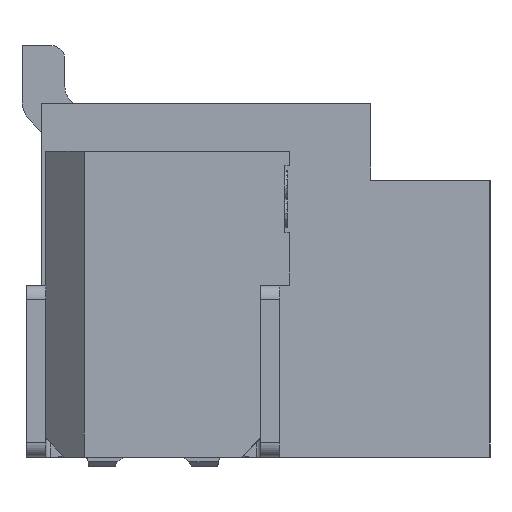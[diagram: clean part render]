
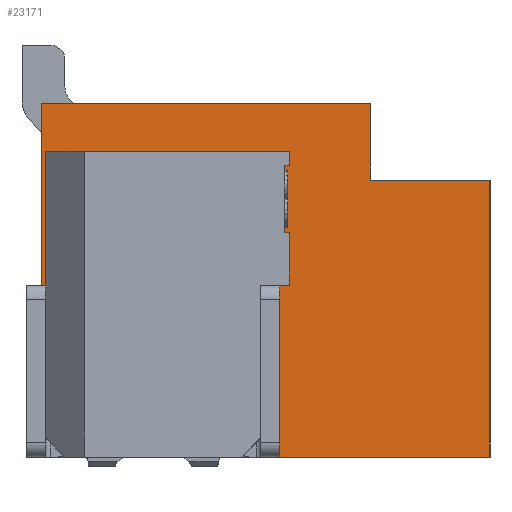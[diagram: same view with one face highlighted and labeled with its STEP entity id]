
A CAD part, left-side view. The second image highlights one B-rep face of the part: STEP entity #23171.
In plain terms, the highlighted planar face has unit normal (-1, 0, 0).
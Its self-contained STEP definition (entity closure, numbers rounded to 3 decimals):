
#5=DIRECTION('',(0.,1.,0.));
#6=VECTOR('',#5,3.45);
#7=CARTESIAN_POINT('',(-5.975,-1.45,3.7));
#8=LINE('',#7,#6);
#194=DIRECTION('',(0.,0.,1.));
#195=VECTOR('',#194,0.8);
#196=CARTESIAN_POINT('',(-5.975,-1.45,2.9));
#197=LINE('',#196,#195);
#422=DIRECTION('',(0.,-1.,0.));
#423=VECTOR('',#422,0.05);
#424=CARTESIAN_POINT('',(-5.975,2.,0.));
#425=LINE('',#424,#423);
#430=DIRECTION('',(0.,-1.,0.));
#431=VECTOR('',#430,2.4);
#432=CARTESIAN_POINT('',(-5.975,-0.3,0.));
#433=LINE('',#432,#431);
#8063=DIRECTION('',(0.,0.,1.));
#8064=VECTOR('',#8063,3.7);
#8065=CARTESIAN_POINT('',(-5.975,2.,0.));
#8066=LINE('',#8065,#8064);
#8067=DIRECTION('',(0.,-1.,0.));
#8068=VECTOR('',#8067,1.25);
#8069=CARTESIAN_POINT('',(-5.975,-1.45,2.9));
#8070=LINE('',#8069,#8068);
#8071=DIRECTION('',(0.,0.,-1.));
#8072=VECTOR('',#8071,2.9);
#8073=CARTESIAN_POINT('',(-5.975,-2.7,2.9));
#8074=LINE('',#8073,#8072);
#8075=DIRECTION('',(0.,0.,1.));
#8076=VECTOR('',#8075,1.8);
#8077=CARTESIAN_POINT('',(-5.975,-0.3,0.));
#8078=LINE('',#8077,#8076);
#8079=DIRECTION('',(0.,0.,1.));
#8080=VECTOR('',#8079,0.55);
#8081=CARTESIAN_POINT('',(-5.975,-0.6,1.8));
#8082=LINE('',#8081,#8080);
#8083=DIRECTION('',(0.,1.,0.));
#8084=VECTOR('',#8083,0.05);
#8085=CARTESIAN_POINT('',(-5.975,-0.6,2.35));
#8086=LINE('',#8085,#8084);
#8087=DIRECTION('',(0.,0.,1.));
#8088=VECTOR('',#8087,0.7);
#8089=CARTESIAN_POINT('',(-5.975,-0.55,2.35));
#8090=LINE('',#8089,#8088);
#8091=DIRECTION('',(0.,-1.,0.));
#8092=VECTOR('',#8091,0.05);
#8093=CARTESIAN_POINT('',(-5.975,-0.55,3.05));
#8094=LINE('',#8093,#8092);
#8095=DIRECTION('',(0.,0.,1.));
#8096=VECTOR('',#8095,0.15);
#8097=CARTESIAN_POINT('',(-5.975,-0.6,3.05));
#8098=LINE('',#8097,#8096);
#8115=DIRECTION('',(0.,0.,1.));
#8116=VECTOR('',#8115,3.2);
#8117=CARTESIAN_POINT('',(-5.975,1.95,0.));
#8118=LINE('',#8117,#8116);
#8224=DIRECTION('',(0.,-1.,0.));
#8225=VECTOR('',#8224,2.55);
#8226=CARTESIAN_POINT('',(-5.975,1.95,3.2));
#8227=LINE('',#8226,#8225);
#8770=DIRECTION('',(0.,1.,0.));
#8771=VECTOR('',#8770,0.3);
#8772=CARTESIAN_POINT('',(-5.975,-0.6,1.8));
#8773=LINE('',#8772,#8771);
#10154=CARTESIAN_POINT('',(-5.975,-1.45,3.7));
#10156=VERTEX_POINT('',#10154);
#10157=CARTESIAN_POINT('',(-5.975,2.,3.7));
#10158=VERTEX_POINT('',#10157);
#10247=CARTESIAN_POINT('',(-5.975,-1.45,2.9));
#10248=VERTEX_POINT('',#10247);
#10261=CARTESIAN_POINT('',(-5.975,-2.7,2.9));
#10263=VERTEX_POINT('',#10261);
#10277=CARTESIAN_POINT('',(-5.975,-2.7,0.));
#10278=VERTEX_POINT('',#10277);
#10659=CARTESIAN_POINT('',(-5.975,2.,0.));
#10660=VERTEX_POINT('',#10659);
#10661=CARTESIAN_POINT('',(-5.975,1.95,0.));
#10662=VERTEX_POINT('',#10661);
#10663=CARTESIAN_POINT('',(-5.975,-0.3,0.));
#10664=VERTEX_POINT('',#10663);
#12551=CARTESIAN_POINT('',(-5.975,1.95,3.2));
#12552=VERTEX_POINT('',#12551);
#12553=CARTESIAN_POINT('',(-5.975,-0.3,1.8));
#12554=VERTEX_POINT('',#12553);
#12555=CARTESIAN_POINT('',(-5.975,-0.6,1.8));
#12556=VERTEX_POINT('',#12555);
#12557=CARTESIAN_POINT('',(-5.975,-0.6,2.35));
#12558=VERTEX_POINT('',#12557);
#12559=CARTESIAN_POINT('',(-5.975,-0.55,2.35));
#12560=VERTEX_POINT('',#12559);
#12561=CARTESIAN_POINT('',(-5.975,-0.55,3.05));
#12562=VERTEX_POINT('',#12561);
#12563=CARTESIAN_POINT('',(-5.975,-0.6,3.05));
#12564=VERTEX_POINT('',#12563);
#12565=CARTESIAN_POINT('',(-5.975,-0.6,3.2));
#12566=VERTEX_POINT('',#12565);
#23139=CARTESIAN_POINT('',(-5.975,-0.35,1.85));
#23140=DIRECTION('',(1.,0.,0.));
#23141=DIRECTION('',(0.,1.,0.));
#23142=AXIS2_PLACEMENT_3D('',#23139,#23140,#23141);
#23143=PLANE('',#23142);
#23145=ORIENTED_EDGE('',*,*,#23144,.F.);
#23146=ORIENTED_EDGE('',*,*,#13461,.F.);
#23147=ORIENTED_EDGE('',*,*,#23133,.T.);
#23148=ORIENTED_EDGE('',*,*,#13157,.F.);
#23149=ORIENTED_EDGE('',*,*,#13260,.F.);
#23150=ORIENTED_EDGE('',*,*,#13331,.T.);
#23151=ORIENTED_EDGE('',*,*,#13347,.T.);
#23152=ORIENTED_EDGE('',*,*,#13465,.F.);
#23154=ORIENTED_EDGE('',*,*,#23153,.T.);
#23156=ORIENTED_EDGE('',*,*,#23155,.F.);
#23158=ORIENTED_EDGE('',*,*,#23157,.T.);
#23160=ORIENTED_EDGE('',*,*,#23159,.T.);
#23162=ORIENTED_EDGE('',*,*,#23161,.T.);
#23164=ORIENTED_EDGE('',*,*,#23163,.T.);
#23166=ORIENTED_EDGE('',*,*,#23165,.T.);
#23168=ORIENTED_EDGE('',*,*,#23167,.F.);
#23169=EDGE_LOOP('',(#23145,#23146,#23147,#23148,#23149,#23150,#23151,#23152,
#23154,#23156,#23158,#23160,#23162,#23164,#23166,#23168));
#23170=FACE_OUTER_BOUND('',#23169,.F.);
#13157=EDGE_CURVE('',#10156,#10158,#8,.T.);
#13260=EDGE_CURVE('',#10248,#10156,#197,.T.);
#13331=EDGE_CURVE('',#10248,#10263,#8070,.T.);
#13347=EDGE_CURVE('',#10263,#10278,#8074,.T.);
#13461=EDGE_CURVE('',#10660,#10662,#425,.T.);
#13465=EDGE_CURVE('',#10664,#10278,#433,.T.);
#23133=EDGE_CURVE('',#10660,#10158,#8066,.T.);
#23144=EDGE_CURVE('',#10662,#12552,#8118,.T.);
#23153=EDGE_CURVE('',#10664,#12554,#8078,.T.);
#23155=EDGE_CURVE('',#12556,#12554,#8773,.T.);
#23157=EDGE_CURVE('',#12556,#12558,#8082,.T.);
#23159=EDGE_CURVE('',#12558,#12560,#8086,.T.);
#23161=EDGE_CURVE('',#12560,#12562,#8090,.T.);
#23163=EDGE_CURVE('',#12562,#12564,#8094,.T.);
#23165=EDGE_CURVE('',#12564,#12566,#8098,.T.);
#23167=EDGE_CURVE('',#12552,#12566,#8227,.T.);
#23171=ADVANCED_FACE('',(#23170),#23143,.F.);
